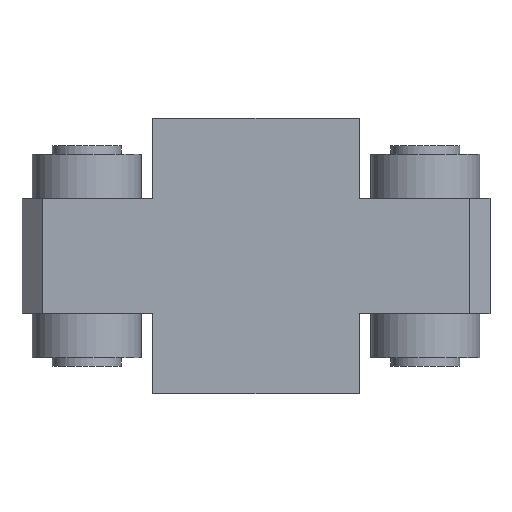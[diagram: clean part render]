
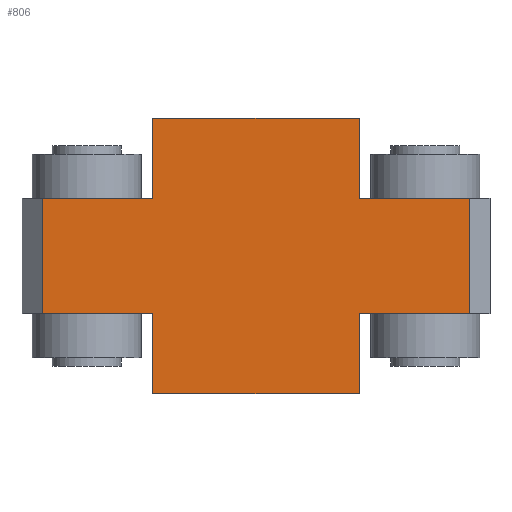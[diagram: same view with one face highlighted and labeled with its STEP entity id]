
A CAD part, top view. The second image highlights one B-rep face of the part: STEP entity #806.
In plain terms, the highlighted planar face has unit normal (0, 0, 1).
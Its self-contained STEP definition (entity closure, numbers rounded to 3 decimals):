
#82=FACE_OUTER_BOUND('',#134,.T.);
#134=EDGE_LOOP('',(#658,#659,#660,#661,#662,#663,#664,#665,#666,#667,#668,
#669));
#194=LINE('',#1243,#286);
#201=LINE('',#1258,#293);
#207=LINE('',#1276,#299);
#212=LINE('',#1285,#304);
#221=LINE('',#1303,#313);
#223=LINE('',#1307,#315);
#224=LINE('',#1309,#316);
#225=LINE('',#1311,#317);
#226=LINE('',#1312,#318);
#227=LINE('',#1314,#319);
#228=LINE('',#1316,#320);
#229=LINE('',#1317,#321);
#286=VECTOR('',#1020,10.);
#293=VECTOR('',#1029,10.);
#299=VECTOR('',#1045,10.);
#304=VECTOR('',#1052,10.);
#313=VECTOR('',#1067,10.);
#315=VECTOR('',#1073,10.);
#316=VECTOR('',#1074,10.);
#317=VECTOR('',#1075,10.);
#318=VECTOR('',#1076,10.);
#319=VECTOR('',#1077,10.);
#320=VECTOR('',#1078,10.);
#321=VECTOR('',#1079,10.);
#371=VERTEX_POINT('',#1240);
#372=VERTEX_POINT('',#1242);
#378=VERTEX_POINT('',#1255);
#379=VERTEX_POINT('',#1257);
#385=VERTEX_POINT('',#1273);
#386=VERTEX_POINT('',#1275);
#389=VERTEX_POINT('',#1283);
#395=VERTEX_POINT('',#1300);
#396=VERTEX_POINT('',#1308);
#397=VERTEX_POINT('',#1310);
#398=VERTEX_POINT('',#1313);
#399=VERTEX_POINT('',#1315);
#460=EDGE_CURVE('',#372,#371,#194,.T.);
#467=EDGE_CURVE('',#379,#378,#201,.T.);
#475=EDGE_CURVE('',#386,#385,#207,.T.);
#480=EDGE_CURVE('',#371,#389,#212,.T.);
#489=EDGE_CURVE('',#395,#386,#221,.T.);
#491=EDGE_CURVE('',#389,#379,#223,.T.);
#492=EDGE_CURVE('',#378,#396,#224,.T.);
#493=EDGE_CURVE('',#396,#397,#225,.T.);
#494=EDGE_CURVE('',#397,#395,#226,.T.);
#495=EDGE_CURVE('',#385,#398,#227,.T.);
#496=EDGE_CURVE('',#398,#399,#228,.T.);
#497=EDGE_CURVE('',#399,#372,#229,.T.);
#658=ORIENTED_EDGE('',*,*,#480,.T.);
#659=ORIENTED_EDGE('',*,*,#491,.T.);
#660=ORIENTED_EDGE('',*,*,#467,.T.);
#661=ORIENTED_EDGE('',*,*,#492,.T.);
#662=ORIENTED_EDGE('',*,*,#493,.T.);
#663=ORIENTED_EDGE('',*,*,#494,.T.);
#664=ORIENTED_EDGE('',*,*,#489,.T.);
#665=ORIENTED_EDGE('',*,*,#475,.T.);
#666=ORIENTED_EDGE('',*,*,#495,.T.);
#667=ORIENTED_EDGE('',*,*,#496,.T.);
#668=ORIENTED_EDGE('',*,*,#497,.T.);
#669=ORIENTED_EDGE('',*,*,#460,.T.);
#760=PLANE('',#888);
#806=ADVANCED_FACE('',(#82),#760,.T.);
#888=AXIS2_PLACEMENT_3D('',#1306,#1071,#1072);
#1020=DIRECTION('',(-1.,0.,0.));
#1029=DIRECTION('',(0.,-1.,0.));
#1045=DIRECTION('',(-1.,0.,0.));
#1052=DIRECTION('',(0.,-1.,0.));
#1067=DIRECTION('',(0.,1.,0.));
#1071=DIRECTION('center_axis',(0.,0.,1.));
#1072=DIRECTION('ref_axis',(1.,0.,0.));
#1073=DIRECTION('',(1.,0.,0.));
#1074=DIRECTION('',(1.,0.,0.));
#1075=DIRECTION('',(0.,1.,0.));
#1076=DIRECTION('',(1.,0.,0.));
#1077=DIRECTION('',(0.,1.,0.));
#1078=DIRECTION('',(-1.,0.,0.));
#1079=DIRECTION('',(0.,-1.,0.));
#1240=CARTESIAN_POINT('',(-155.,42.,42.5));
#1242=CARTESIAN_POINT('',(-75.,42.,42.5));
#1243=CARTESIAN_POINT('',(170.,42.,42.5));
#1255=CARTESIAN_POINT('',(-75.,-100.,42.5));
#1257=CARTESIAN_POINT('',(-75.,-42.,42.5));
#1258=CARTESIAN_POINT('',(-75.,100.,42.5));
#1273=CARTESIAN_POINT('',(75.,42.,42.5));
#1275=CARTESIAN_POINT('',(155.,42.,42.5));
#1276=CARTESIAN_POINT('',(170.,42.,42.5));
#1283=CARTESIAN_POINT('',(-155.,-42.,42.5));
#1285=CARTESIAN_POINT('',(-155.,0.,42.5));
#1300=CARTESIAN_POINT('',(155.,-42.,42.5));
#1303=CARTESIAN_POINT('',(155.,0.,42.5));
#1306=CARTESIAN_POINT('Origin',(0.,0.,
42.5));
#1307=CARTESIAN_POINT('',(-170.,-42.,42.5));
#1308=CARTESIAN_POINT('',(75.,-100.,42.5));
#1309=CARTESIAN_POINT('',(-75.,-100.,42.5));
#1310=CARTESIAN_POINT('',(75.,-42.,42.5));
#1311=CARTESIAN_POINT('',(75.,-100.,42.5));
#1312=CARTESIAN_POINT('',(-170.,-42.,42.5));
#1313=CARTESIAN_POINT('',(75.,100.,42.5));
#1314=CARTESIAN_POINT('',(75.,-100.,42.5));
#1315=CARTESIAN_POINT('',(-75.,100.,42.5));
#1316=CARTESIAN_POINT('',(75.,100.,42.5));
#1317=CARTESIAN_POINT('',(-75.,100.,42.5));
